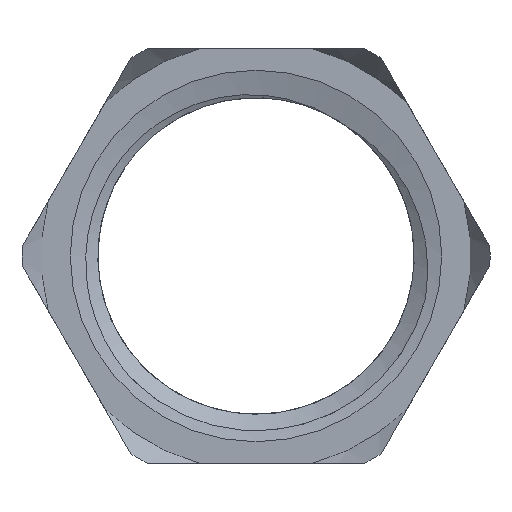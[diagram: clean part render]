
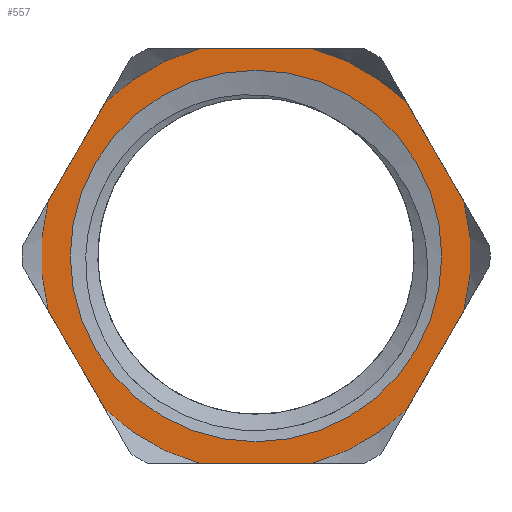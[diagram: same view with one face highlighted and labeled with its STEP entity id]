
A CAD part, left-side view. The second image highlights one B-rep face of the part: STEP entity #557.
In plain terms, the highlighted planar face has unit normal (-1, 0, 0).
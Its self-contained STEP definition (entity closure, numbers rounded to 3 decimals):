
#16=LINE('',#1303,#34);
#19=LINE('',#1326,#37);
#22=LINE('',#1349,#40);
#25=LINE('',#1372,#43);
#28=LINE('',#1395,#46);
#31=LINE('',#1418,#49);
#34=VECTOR('',#658,10.);
#37=VECTOR('',#663,10.);
#40=VECTOR('',#668,10.);
#43=VECTOR('',#673,10.);
#46=VECTOR('',#678,10.);
#49=VECTOR('',#683,10.);
#82=PLANE('',#626);
#96=FACE_BOUND('',#165,.T.);
#128=FACE_OUTER_BOUND('',#164,.T.);
#164=EDGE_LOOP('',(#494,#495,#496,#497,#498,#499,#500,#501,#502,#503,#504,
#505));
#165=EDGE_LOOP('',(#506));
#169=CIRCLE('',#570,8.511);
#189=CIRCLE('',#611,9.85);
#190=CIRCLE('',#613,9.85);
#191=CIRCLE('',#615,9.85);
#192=CIRCLE('',#617,9.85);
#193=CIRCLE('',#619,9.85);
#197=CIRCLE('',#627,9.85);
#212=VERTEX_POINT('',#810);
#223=VERTEX_POINT('',#1298);
#224=VERTEX_POINT('',#1302);
#230=VERTEX_POINT('',#1321);
#231=VERTEX_POINT('',#1325);
#237=VERTEX_POINT('',#1344);
#238=VERTEX_POINT('',#1348);
#244=VERTEX_POINT('',#1367);
#245=VERTEX_POINT('',#1371);
#251=VERTEX_POINT('',#1390);
#252=VERTEX_POINT('',#1394);
#258=VERTEX_POINT('',#1413);
#259=VERTEX_POINT('',#1417);
#266=EDGE_CURVE('',#212,#212,#169,.T.);
#282=EDGE_CURVE('',#224,#223,#16,.T.);
#289=EDGE_CURVE('',#231,#230,#19,.T.);
#296=EDGE_CURVE('',#238,#237,#22,.T.);
#303=EDGE_CURVE('',#245,#244,#25,.T.);
#310=EDGE_CURVE('',#252,#251,#28,.T.);
#317=EDGE_CURVE('',#259,#258,#31,.T.);
#336=EDGE_CURVE('',#238,#258,#189,.T.);
#337=EDGE_CURVE('',#224,#251,#190,.T.);
#338=EDGE_CURVE('',#231,#244,#191,.T.);
#339=EDGE_CURVE('',#245,#237,#192,.T.);
#340=EDGE_CURVE('',#252,#230,#193,.T.);
#344=EDGE_CURVE('',#259,#223,#197,.T.);
#494=ORIENTED_EDGE('',*,*,#282,.T.);
#495=ORIENTED_EDGE('',*,*,#344,.F.);
#496=ORIENTED_EDGE('',*,*,#317,.T.);
#497=ORIENTED_EDGE('',*,*,#336,.F.);
#498=ORIENTED_EDGE('',*,*,#296,.T.);
#499=ORIENTED_EDGE('',*,*,#339,.F.);
#500=ORIENTED_EDGE('',*,*,#303,.T.);
#501=ORIENTED_EDGE('',*,*,#338,.F.);
#502=ORIENTED_EDGE('',*,*,#289,.T.);
#503=ORIENTED_EDGE('',*,*,#340,.F.);
#504=ORIENTED_EDGE('',*,*,#310,.T.);
#505=ORIENTED_EDGE('',*,*,#337,.F.);
#506=ORIENTED_EDGE('',*,*,#266,.T.);
#557=ADVANCED_FACE('',(#128,#96),#82,.T.);
#570=AXIS2_PLACEMENT_3D('',#811,#637,#638);
#611=AXIS2_PLACEMENT_3D('',#1454,#737,#738);
#613=AXIS2_PLACEMENT_3D('',#1456,#741,#742);
#615=AXIS2_PLACEMENT_3D('',#1458,#745,#746);
#617=AXIS2_PLACEMENT_3D('',#1460,#749,#750);
#619=AXIS2_PLACEMENT_3D('',#1462,#753,#754);
#626=AXIS2_PLACEMENT_3D('',#1469,#767,#768);
#627=AXIS2_PLACEMENT_3D('',#1470,#769,#770);
#637=DIRECTION('center_axis',(1.,0.,0.));
#638=DIRECTION('ref_axis',(0.,1.,0.));
#658=DIRECTION('',(0.,1.,0.));
#663=DIRECTION('',(0.,-0.5,0.866));
#668=DIRECTION('',(0.,-0.5,-0.866));
#673=DIRECTION('',(0.,-1.,0.));
#678=DIRECTION('',(0.,0.5,0.866));
#683=DIRECTION('',(0.,0.5,-0.866));
#737=DIRECTION('center_axis',(1.,0.,0.));
#738=DIRECTION('ref_axis',(0.,0.,-1.));
#741=DIRECTION('center_axis',(1.,0.,0.));
#742=DIRECTION('ref_axis',(0.,0.,-1.));
#745=DIRECTION('center_axis',(1.,0.,0.));
#746=DIRECTION('ref_axis',(0.,0.,-1.));
#749=DIRECTION('center_axis',(1.,0.,0.));
#750=DIRECTION('ref_axis',(0.,0.,-1.));
#753=DIRECTION('center_axis',(1.,0.,0.));
#754=DIRECTION('ref_axis',(0.,0.,-1.));
#767=DIRECTION('center_axis',(-1.,0.,0.));
#768=DIRECTION('ref_axis',(0.,0.,1.));
#769=DIRECTION('center_axis',(1.,0.,0.));
#770=DIRECTION('ref_axis',(0.,0.,-1.));
#810=CARTESIAN_POINT('',(-3.45,8.511,0.));
#811=CARTESIAN_POINT('Origin',(-3.45,0.,0.));
#1298=CARTESIAN_POINT('',(-3.45,2.602,9.5));
#1302=CARTESIAN_POINT('',(-3.45,-2.602,9.5));
#1303=CARTESIAN_POINT('',(-3.45,7.414,9.5));
#1321=CARTESIAN_POINT('',(-3.45,-9.528,-2.496));
#1325=CARTESIAN_POINT('',(-3.45,-6.926,-7.004));
#1326=CARTESIAN_POINT('',(-3.45,-8.24,-4.727));
#1344=CARTESIAN_POINT('',(-3.45,6.926,-7.004));
#1348=CARTESIAN_POINT('',(-3.45,9.528,-2.496));
#1349=CARTESIAN_POINT('',(-3.45,8.214,-4.773));
#1367=CARTESIAN_POINT('',(-3.45,-2.602,-9.5));
#1371=CARTESIAN_POINT('',(-3.45,2.602,-9.5));
#1372=CARTESIAN_POINT('',(-3.45,2.436,-9.5));
#1390=CARTESIAN_POINT('',(-3.45,-6.926,7.004));
#1394=CARTESIAN_POINT('',(-3.45,-9.528,2.496));
#1395=CARTESIAN_POINT('',(-3.45,-5.752,9.038));
#1413=CARTESIAN_POINT('',(-3.45,9.528,2.496));
#1417=CARTESIAN_POINT('',(-3.45,6.926,7.004));
#1418=CARTESIAN_POINT('',(-3.45,10.703,0.462));
#1454=CARTESIAN_POINT('Origin',(-3.45,0.,0.));
#1456=CARTESIAN_POINT('Origin',(-3.45,0.,0.));
#1458=CARTESIAN_POINT('Origin',(-3.45,0.,0.));
#1460=CARTESIAN_POINT('Origin',(-3.45,0.,0.));
#1462=CARTESIAN_POINT('Origin',(-3.45,0.,0.));
#1469=CARTESIAN_POINT('Origin',(-3.45,9.85,0.));
#1470=CARTESIAN_POINT('Origin',(-3.45,0.,0.));
